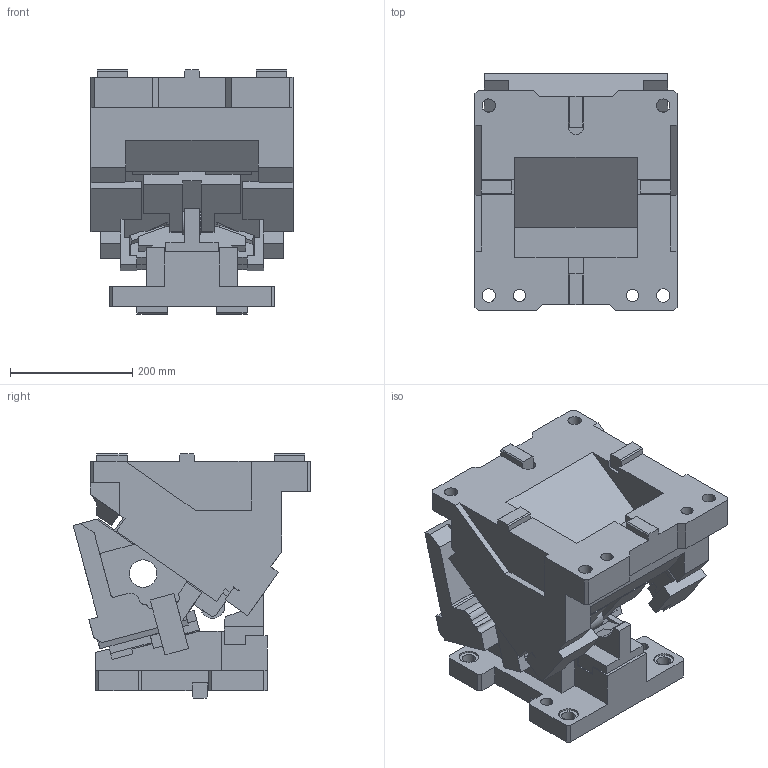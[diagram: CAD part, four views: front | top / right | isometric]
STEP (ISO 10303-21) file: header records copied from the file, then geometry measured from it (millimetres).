
FILE_DESCRIPTION(('CATIA V5 STEP Exchange'),'2;1');
FILE_NAME('CACN_F_300_15.stp','2015-04-24T09:59:37+00:00',('none'),('none'),'CATIA Version 5 Release 19 SP 2 (IN-10)','CATIA V5 STEP AP203','none');
FILE_SCHEMA(('CONFIG_CONTROL_DESIGN'));
Length unit declared in the file: millimetre
Products named in the file (1): CACN_F_300_15
Bounding box: 330 x 388.2 x 399 mm (x, y, z)
Volume: 24420279.9 mm3; surface area: 1349076.9 mm2
Topology: 3 solids, 3 shells, 571 faces, 1635 edges, 1081 vertices
Faces by surface type: plane 469, cylinder 98, cone 4
Entity records: 19155 total; most frequent: CARTESIAN_POINT 4566, ORIENTED_EDGE 3262, DIRECTION 2562, EDGE_CURVE 1631, VECTOR 1402, LINE 1402, VERTEX_POINT 1081, AXIS2_PLACEMENT_3D 646
